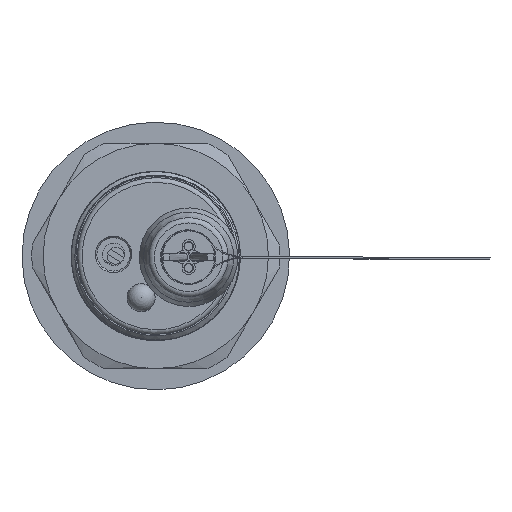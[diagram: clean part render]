
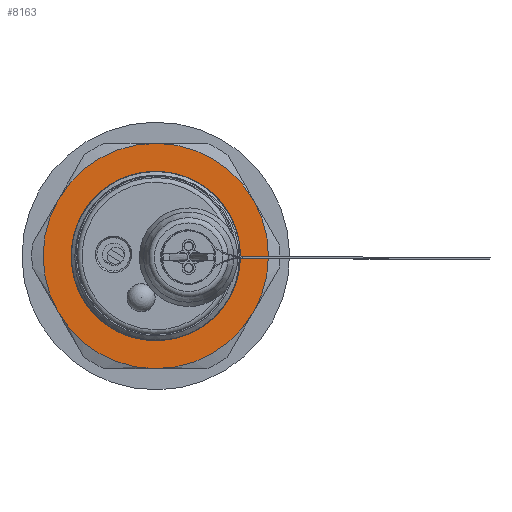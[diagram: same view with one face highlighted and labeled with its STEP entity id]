
A CAD part, left-side view. The second image highlights one B-rep face of the part: STEP entity #8163.
In plain terms, the highlighted face is planar.
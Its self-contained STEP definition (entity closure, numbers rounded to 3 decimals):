
#1828=PLANE('',#9743);
#3257=ORIENTED_EDGE('',*,*,#4866,.T.);
#3258=ORIENTED_EDGE('',*,*,#4867,.F.);
#3259=ORIENTED_EDGE('',*,*,#4868,.F.);
#3260=ORIENTED_EDGE('',*,*,#4869,.F.);
#3261=ORIENTED_EDGE('',*,*,#4870,.F.);
#3262=ORIENTED_EDGE('',*,*,#4871,.F.);
#3263=ORIENTED_EDGE('',*,*,#4872,.F.);
#4866=EDGE_CURVE('',#5804,#5804,#6309,.T.);
#4867=EDGE_CURVE('',#5774,#5780,#6310,.T.);
#4868=EDGE_CURVE('',#5768,#5774,#6311,.T.);
#4869=EDGE_CURVE('',#5798,#5768,#6312,.T.);
#4870=EDGE_CURVE('',#5792,#5798,#6313,.T.);
#4871=EDGE_CURVE('',#5786,#5792,#6314,.T.);
#4872=EDGE_CURVE('',#5780,#5786,#6315,.T.);
#5768=VERTEX_POINT('',#31419);
#5774=VERTEX_POINT('',#31444);
#5780=VERTEX_POINT('',#31469);
#5786=VERTEX_POINT('',#31494);
#5792=VERTEX_POINT('',#31519);
#5798=VERTEX_POINT('',#31544);
#5804=VERTEX_POINT('',#31574);
#6309=CIRCLE('',#9744,8.959);
#6310=CIRCLE('',#9745,12.);
#6311=CIRCLE('',#9746,12.);
#6312=CIRCLE('',#9747,12.);
#6313=CIRCLE('',#9748,12.);
#6314=CIRCLE('',#9749,12.);
#6315=CIRCLE('',#9750,12.);
#6842=EDGE_LOOP('',(#3257));
#6843=EDGE_LOOP('',(#3258,#3259,#3260,#3261,#3262,#3263));
#7495=FACE_BOUND('',#6842,.T.);
#7496=FACE_BOUND('',#6843,.T.);
#8163=ADVANCED_FACE('',(#7495,#7496),#1828,.F.);
#9743=AXIS2_PLACEMENT_3D('',#31572,#11440,#11441);
#9744=AXIS2_PLACEMENT_3D('',#31573,#11442,#11443);
#9745=AXIS2_PLACEMENT_3D('',#31575,#11444,#11445);
#9746=AXIS2_PLACEMENT_3D('',#31576,#11446,#11447);
#9747=AXIS2_PLACEMENT_3D('',#31577,#11448,#11449);
#9748=AXIS2_PLACEMENT_3D('',#31578,#11450,#11451);
#9749=AXIS2_PLACEMENT_3D('',#31579,#11452,#11453);
#9750=AXIS2_PLACEMENT_3D('',#31580,#11454,#11455);
#11440=DIRECTION('',(0.,1.,0.));
#11441=DIRECTION('',(0.,0.,1.));
#11442=DIRECTION('',(0.,1.,0.));
#11443=DIRECTION('',(0.,0.,1.));
#11444=DIRECTION('',(0.,1.,0.));
#11445=DIRECTION('',(0.,0.,1.));
#11446=DIRECTION('',(0.,1.,0.));
#11447=DIRECTION('',(0.,0.,1.));
#11448=DIRECTION('',(0.,1.,0.));
#11449=DIRECTION('',(0.,0.,1.));
#11450=DIRECTION('',(0.,1.,0.));
#11451=DIRECTION('',(0.,0.,1.));
#11452=DIRECTION('',(0.,1.,0.));
#11453=DIRECTION('',(0.,0.,1.));
#11454=DIRECTION('',(0.,1.,0.));
#11455=DIRECTION('',(0.,0.,1.));
#31419=CARTESIAN_POINT('',(-6.,0.,10.392));
#31444=CARTESIAN_POINT('',(6.,0.,10.392));
#31469=CARTESIAN_POINT('',(12.,0.,0.));
#31494=CARTESIAN_POINT('',(6.,0.,-10.392));
#31519=CARTESIAN_POINT('',(-6.,0.,-10.392));
#31544=CARTESIAN_POINT('',(-12.,0.,0.));
#31572=CARTESIAN_POINT('',(0.,0.,0.));
#31573=CARTESIAN_POINT('',(0.,0.,0.));
#31574=CARTESIAN_POINT('',(0.,0.,8.959));
#31575=CARTESIAN_POINT('',(0.,0.,0.));
#31576=CARTESIAN_POINT('',(0.,0.,0.));
#31577=CARTESIAN_POINT('',(0.,0.,0.));
#31578=CARTESIAN_POINT('',(0.,0.,0.));
#31579=CARTESIAN_POINT('',(0.,0.,0.));
#31580=CARTESIAN_POINT('',(0.,0.,0.));
